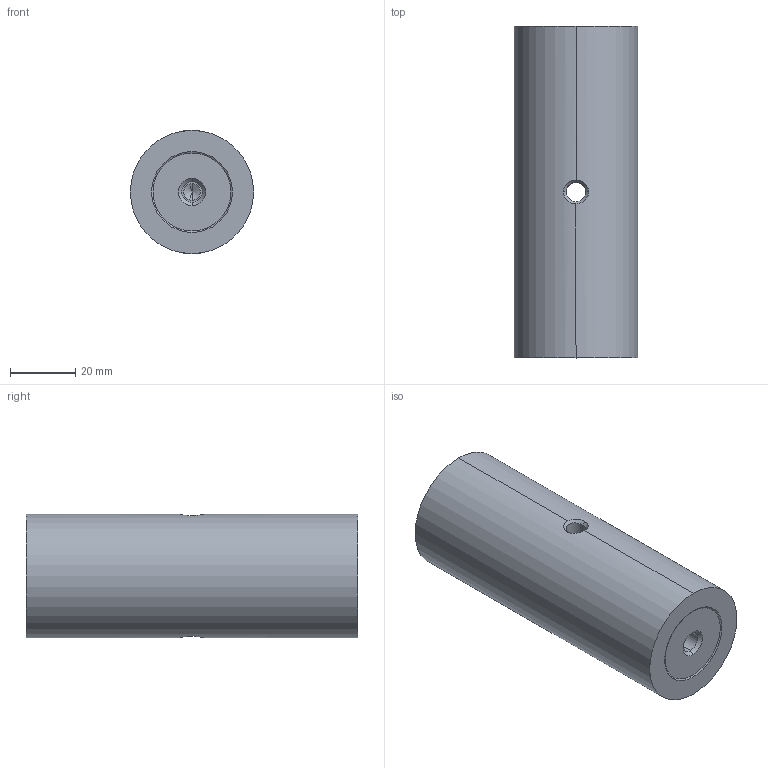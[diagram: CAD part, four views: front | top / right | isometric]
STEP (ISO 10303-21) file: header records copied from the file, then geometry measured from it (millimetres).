
FILE_DESCRIPTION (( 'STEP AP214' ), '1' );
FILE_NAME ('0704-E0W.STEP', '2016-06-02T17:58:29', ( '' ), ( '' ), 'SwSTEP 2.0', 'SolidWorks 2016', '' );
FILE_SCHEMA (( 'AUTOMOTIVE_DESIGN' ));
Length unit declared in the file: inch
Products named in the file (1): 0704-E0W
Bounding box: 37.74 x 101.6 x 37.74 mm (x, y, z)
Volume: 111590.8 mm3; surface area: 15394 mm2
Topology: 1 solids, 1 shells, 34 faces, 80 edges, 48 vertices
Faces by surface type: cone 12, cylinder 12, plane 6, bspline 4
Entity records: 3874 total; most frequent: CARTESIAN_POINT 2647, DIRECTION 152, ORIENTED_EDGE 152, EDGE_CURVE 76, AXIS2_PLACEMENT_3D 63, VERTEX_POINT 48, EDGE_LOOP 40, LENGTH_MEASURE_WITH_UNIT 37
